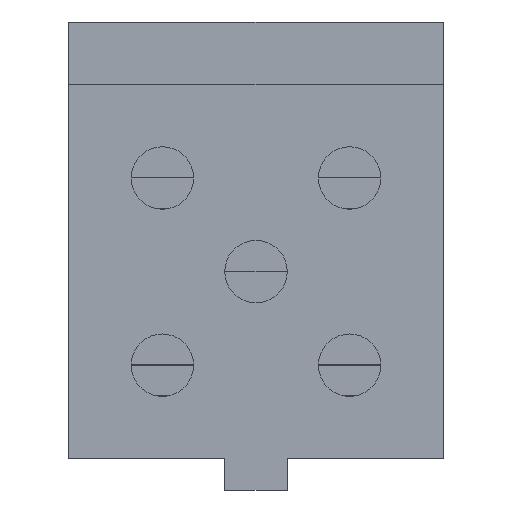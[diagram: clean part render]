
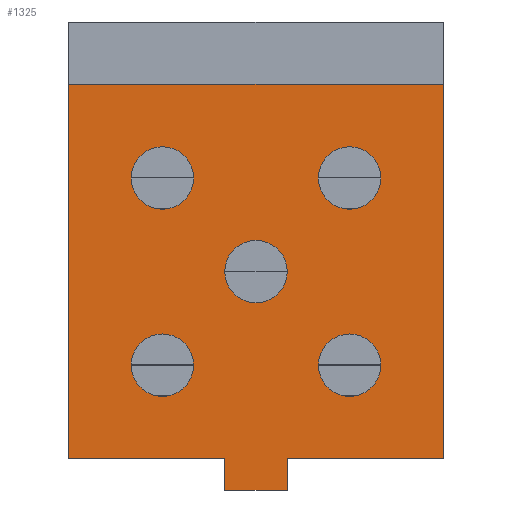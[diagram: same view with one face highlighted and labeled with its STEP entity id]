
A CAD part, front view. The second image highlights one B-rep face of the part: STEP entity #1325.
In plain terms, the highlighted face is planar.
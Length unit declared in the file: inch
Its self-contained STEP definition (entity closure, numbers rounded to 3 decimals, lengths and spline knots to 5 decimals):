
#76=CIRCLE('',#1475,0.5);
#78=CIRCLE('',#1478,0.5);
#80=CIRCLE('',#1481,0.5);
#82=CIRCLE('',#1484,0.5);
#84=CIRCLE('',#1487,0.5);
#115=FACE_BOUND('',#247,.T.);
#116=FACE_BOUND('',#248,.T.);
#117=FACE_BOUND('',#249,.T.);
#118=FACE_BOUND('',#250,.T.);
#119=FACE_BOUND('',#251,.T.);
#172=FACE_OUTER_BOUND('',#246,.T.);
#246=EDGE_LOOP('',(#1144,#1145,#1146,#1147,#1148,#1149,#1150,#1151,#1152,
#1153,#1154,#1155,#1156,#1157,#1158,#1159));
#247=EDGE_LOOP('',(#1160));
#248=EDGE_LOOP('',(#1161));
#249=EDGE_LOOP('',(#1162));
#250=EDGE_LOOP('',(#1163));
#251=EDGE_LOOP('',(#1164));
#349=LINE('',#2065,#510);
#354=LINE('',#2074,#515);
#358=LINE('',#2083,#519);
#361=LINE('',#2089,#522);
#362=LINE('',#2092,#523);
#370=LINE('',#2128,#531);
#373=LINE('',#2134,#534);
#376=LINE('',#2140,#537);
#379=LINE('',#2146,#540);
#382=LINE('',#2152,#543);
#385=LINE('',#2158,#546);
#388=LINE('',#2164,#549);
#391=LINE('',#2169,#552);
#395=LINE('',#2176,#556);
#396=LINE('',#2179,#557);
#399=LINE('',#2184,#560);
#510=VECTOR('',#1686,0.3937);
#515=VECTOR('',#1693,0.3937);
#519=VECTOR('',#1699,0.3937);
#522=VECTOR('',#1704,0.3937);
#523=VECTOR('',#1707,0.3937);
#531=VECTOR('',#1747,0.3937);
#534=VECTOR('',#1752,0.3937);
#537=VECTOR('',#1757,0.3937);
#540=VECTOR('',#1762,0.3937);
#543=VECTOR('',#1767,0.3937);
#546=VECTOR('',#1772,0.3937);
#549=VECTOR('',#1777,0.3937);
#552=VECTOR('',#1782,0.3937);
#556=VECTOR('',#1788,0.3937);
#557=VECTOR('',#1791,0.3937);
#560=VECTOR('',#1796,0.3937);
#642=VERTEX_POINT('',#2061);
#644=VERTEX_POINT('',#2064);
#646=VERTEX_POINT('',#2070);
#649=VERTEX_POINT('',#2077);
#651=VERTEX_POINT('',#2081);
#653=VERTEX_POINT('',#2087);
#654=VERTEX_POINT('',#2091);
#657=VERTEX_POINT('',#2099);
#659=VERTEX_POINT('',#2105);
#661=VERTEX_POINT('',#2111);
#663=VERTEX_POINT('',#2117);
#665=VERTEX_POINT('',#2123);
#666=VERTEX_POINT('',#2127);
#668=VERTEX_POINT('',#2133);
#670=VERTEX_POINT('',#2139);
#672=VERTEX_POINT('',#2145);
#674=VERTEX_POINT('',#2151);
#676=VERTEX_POINT('',#2157);
#678=VERTEX_POINT('',#2163);
#681=VERTEX_POINT('',#2174);
#682=VERTEX_POINT('',#2178);
#785=EDGE_CURVE('',#642,#644,#349,.T.);
#790=EDGE_CURVE('',#644,#646,#354,.T.);
#794=EDGE_CURVE('',#649,#651,#358,.T.);
#797=EDGE_CURVE('',#653,#651,#361,.T.);
#798=EDGE_CURVE('',#649,#654,#362,.T.);
#803=EDGE_CURVE('',#657,#657,#76,.T.);
#806=EDGE_CURVE('',#659,#659,#78,.T.);
#809=EDGE_CURVE('',#661,#661,#80,.T.);
#812=EDGE_CURVE('',#663,#663,#82,.T.);
#815=EDGE_CURVE('',#665,#665,#84,.T.);
#816=EDGE_CURVE('',#654,#666,#370,.T.);
#819=EDGE_CURVE('',#668,#653,#373,.T.);
#822=EDGE_CURVE('',#670,#668,#376,.T.);
#825=EDGE_CURVE('',#672,#670,#379,.T.);
#828=EDGE_CURVE('',#674,#672,#382,.T.);
#831=EDGE_CURVE('',#676,#674,#385,.T.);
#834=EDGE_CURVE('',#678,#676,#388,.T.);
#837=EDGE_CURVE('',#678,#646,#391,.T.);
#841=EDGE_CURVE('',#681,#642,#395,.T.);
#842=EDGE_CURVE('',#682,#681,#396,.T.);
#845=EDGE_CURVE('',#666,#682,#399,.T.);
#1144=ORIENTED_EDGE('',*,*,#845,.F.);
#1145=ORIENTED_EDGE('',*,*,#816,.F.);
#1146=ORIENTED_EDGE('',*,*,#798,.F.);
#1147=ORIENTED_EDGE('',*,*,#794,.T.);
#1148=ORIENTED_EDGE('',*,*,#797,.F.);
#1149=ORIENTED_EDGE('',*,*,#819,.F.);
#1150=ORIENTED_EDGE('',*,*,#822,.F.);
#1151=ORIENTED_EDGE('',*,*,#825,.F.);
#1152=ORIENTED_EDGE('',*,*,#828,.F.);
#1153=ORIENTED_EDGE('',*,*,#831,.F.);
#1154=ORIENTED_EDGE('',*,*,#834,.F.);
#1155=ORIENTED_EDGE('',*,*,#837,.T.);
#1156=ORIENTED_EDGE('',*,*,#790,.F.);
#1157=ORIENTED_EDGE('',*,*,#785,.F.);
#1158=ORIENTED_EDGE('',*,*,#841,.F.);
#1159=ORIENTED_EDGE('',*,*,#842,.F.);
#1160=ORIENTED_EDGE('',*,*,#815,.F.);
#1161=ORIENTED_EDGE('',*,*,#812,.F.);
#1162=ORIENTED_EDGE('',*,*,#809,.F.);
#1163=ORIENTED_EDGE('',*,*,#806,.F.);
#1164=ORIENTED_EDGE('',*,*,#803,.F.);
#1260=PLANE('',#1500);
#1325=ADVANCED_FACE('',(#172,#115,#116,#117,#118,#119),#1260,.F.);
#1475=AXIS2_PLACEMENT_3D('',#2101,#1715,#1716);
#1478=AXIS2_PLACEMENT_3D('',#2107,#1722,#1723);
#1481=AXIS2_PLACEMENT_3D('',#2113,#1729,#1730);
#1484=AXIS2_PLACEMENT_3D('',#2119,#1736,#1737);
#1487=AXIS2_PLACEMENT_3D('',#2125,#1743,#1744);
#1500=AXIS2_PLACEMENT_3D('',#2187,#1800,#1801);
#1686=DIRECTION('',(0.,-1.,0.));
#1693=DIRECTION('',(1.,0.,0.));
#1699=DIRECTION('',(0.,-1.,0.));
#1704=DIRECTION('',(1.,0.,0.));
#1707=DIRECTION('',(1.,0.,0.));
#1715=DIRECTION('center_axis',(0.,0.,-1.));
#1716=DIRECTION('ref_axis',(-1.,0.,0.));
#1722=DIRECTION('center_axis',(0.,0.,-1.));
#1723=DIRECTION('ref_axis',(-1.,0.,0.));
#1729=DIRECTION('center_axis',(0.,0.,-1.));
#1730=DIRECTION('ref_axis',(-1.,0.,0.));
#1736=DIRECTION('center_axis',(0.,0.,-1.));
#1737=DIRECTION('ref_axis',(-1.,0.,0.));
#1743=DIRECTION('center_axis',(0.,0.,-1.));
#1744=DIRECTION('ref_axis',(-1.,0.,0.));
#1747=DIRECTION('',(0.,-1.,0.));
#1752=DIRECTION('',(0.,-1.,0.));
#1757=DIRECTION('',(-1.,0.,0.));
#1762=DIRECTION('',(0.,-1.,0.));
#1767=DIRECTION('',(-1.,0.,0.));
#1772=DIRECTION('',(0.,1.,0.));
#1777=DIRECTION('',(-1.,0.,0.));
#1782=DIRECTION('',(0.,-1.,0.));
#1788=DIRECTION('',(1.,0.,0.));
#1791=DIRECTION('',(0.,1.,0.));
#1796=DIRECTION('',(1.,0.,0.));
#1800=DIRECTION('center_axis',(0.,0.,1.));
#1801=DIRECTION('ref_axis',(1.,0.,0.));
#2061=CARTESIAN_POINT('',(5.5,0.,0.));
#2064=CARTESIAN_POINT('',(5.5,-0.5,0.));
#2065=CARTESIAN_POINT('',(5.5,0.,0.));
#2070=CARTESIAN_POINT('',(6.,-0.5,0.));
#2074=CARTESIAN_POINT('',(5.5,-0.5,0.));
#2077=CARTESIAN_POINT('',(0.5,0.,0.));
#2081=CARTESIAN_POINT('',(0.5,-0.5,0.));
#2083=CARTESIAN_POINT('',(0.5,0.,0.));
#2087=CARTESIAN_POINT('',(0.,-0.5,0.));
#2089=CARTESIAN_POINT('',(0.,-0.5,0.));
#2091=CARTESIAN_POINT('',(2.5,0.,0.));
#2092=CARTESIAN_POINT('',(0.,0.,0.));
#2099=CARTESIAN_POINT('',(5.,1.5,0.));
#2101=CARTESIAN_POINT('Origin',(4.5,1.5,0.));
#2105=CARTESIAN_POINT('',(5.,4.5,0.));
#2107=CARTESIAN_POINT('Origin',(4.5,4.5,0.));
#2111=CARTESIAN_POINT('',(3.5,3.,0.));
#2113=CARTESIAN_POINT('Origin',(3.,3.,0.));
#2117=CARTESIAN_POINT('',(2.,4.5,0.));
#2119=CARTESIAN_POINT('Origin',(1.5,4.5,0.));
#2123=CARTESIAN_POINT('',(2.,1.5,0.));
#2125=CARTESIAN_POINT('Origin',(1.5,1.5,0.));
#2127=CARTESIAN_POINT('',(2.5,-0.5,0.));
#2128=CARTESIAN_POINT('',(2.5,6.,0.));
#2133=CARTESIAN_POINT('',(0.,6.,0.));
#2134=CARTESIAN_POINT('',(0.,6.,0.));
#2139=CARTESIAN_POINT('',(2.5,6.,0.));
#2140=CARTESIAN_POINT('',(2.5,6.,0.));
#2145=CARTESIAN_POINT('',(2.5,6.5,0.));
#2146=CARTESIAN_POINT('',(2.5,6.5,0.));
#2151=CARTESIAN_POINT('',(3.5,6.5,0.));
#2152=CARTESIAN_POINT('',(3.5,6.5,0.));
#2157=CARTESIAN_POINT('',(3.5,6.,0.));
#2158=CARTESIAN_POINT('',(3.5,6.,0.));
#2163=CARTESIAN_POINT('',(6.,6.,0.));
#2164=CARTESIAN_POINT('',(6.,6.,0.));
#2169=CARTESIAN_POINT('',(6.,0.,0.));
#2174=CARTESIAN_POINT('',(3.5,0.,0.));
#2176=CARTESIAN_POINT('',(0.,0.,0.));
#2178=CARTESIAN_POINT('',(3.5,-0.5,0.));
#2179=CARTESIAN_POINT('',(3.5,-0.5,0.));
#2184=CARTESIAN_POINT('',(2.5,-0.5,0.));
#2187=CARTESIAN_POINT('Origin',(3.,3.,0.));
